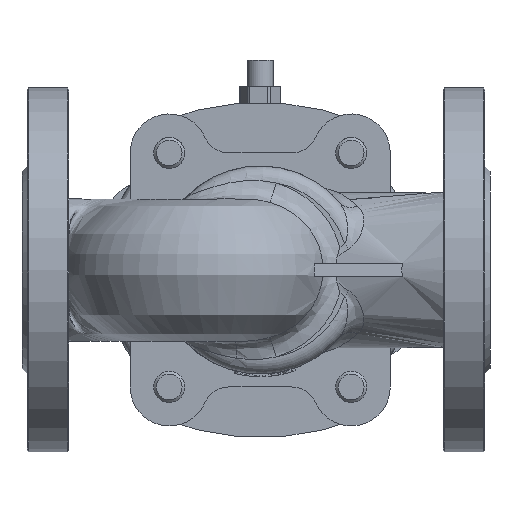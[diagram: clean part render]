
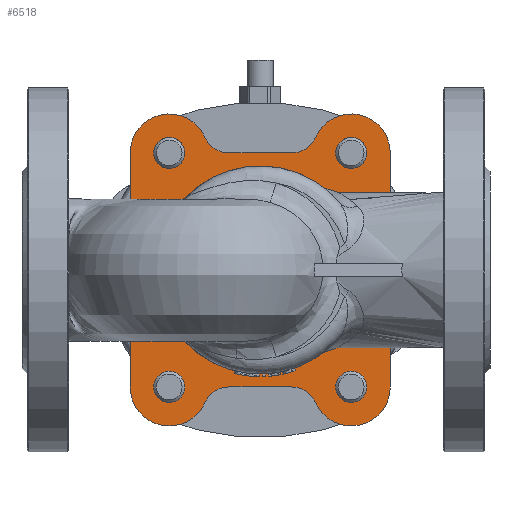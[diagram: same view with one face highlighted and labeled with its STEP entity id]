
A CAD part, front view. The second image highlights one B-rep face of the part: STEP entity #6518.
In plain terms, the highlighted planar face has unit normal (0, -1, 0).
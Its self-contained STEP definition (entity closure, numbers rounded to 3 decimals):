
#366=FACE_BOUND('',#1010,.T.);
#367=FACE_BOUND('',#1011,.T.);
#368=FACE_BOUND('',#1012,.T.);
#369=FACE_BOUND('',#1013,.T.);
#370=FACE_BOUND('',#1014,.T.);
#456=B_SPLINE_CURVE_WITH_KNOTS('',3,(#9779,#9780,#9781,#9782,#9783,#9784,
#9785,#9786,#9787,#9788,#9789,#9790,#9791,#9792,#9793,#9794),
 .UNSPECIFIED.,.F.,.F.,(4,2,2,2,2,2,2,4),(-1.229,-1.127,
-0.848,-0.709,-0.608,-0.506,
-0.357,0.),.UNSPECIFIED.);
#629=FACE_OUTER_BOUND('',#1009,.T.);
#1009=EDGE_LOOP('',(#4185,#4186,#4187,#4188,#4189,#4190,#4191,#4192,#4193,
#4194,#4195,#4196));
#1010=EDGE_LOOP('',(#4197,#4198));
#1011=EDGE_LOOP('',(#4199));
#1012=EDGE_LOOP('',(#4200));
#1013=EDGE_LOOP('',(#4201));
#1014=EDGE_LOOP('',(#4202));
#1479=LINE('',#9757,#1827);
#1480=LINE('',#9763,#1828);
#1481=LINE('',#9769,#1829);
#1482=LINE('',#9775,#1830);
#1827=VECTOR('',#7844,10.);
#1828=VECTOR('',#7849,10.);
#1829=VECTOR('',#7854,10.);
#1830=VECTOR('',#7859,10.);
#2175=CIRCLE('',#7056,10.);
#2176=CIRCLE('',#7057,10.);
#2177=CIRCLE('',#7058,15.);
#2178=CIRCLE('',#7059,15.);
#2179=CIRCLE('',#7060,10.);
#2180=CIRCLE('',#7061,10.);
#2181=CIRCLE('',#7062,15.);
#2182=CIRCLE('',#7063,15.);
#2183=CIRCLE('',#7064,40.);
#2184=CIRCLE('',#7065,6.);
#2185=CIRCLE('',#7066,6.);
#2186=CIRCLE('',#7067,6.);
#2187=CIRCLE('',#7068,6.);
#2577=VERTEX_POINT('',#9753);
#2578=VERTEX_POINT('',#9754);
#2579=VERTEX_POINT('',#9756);
#2580=VERTEX_POINT('',#9758);
#2581=VERTEX_POINT('',#9760);
#2582=VERTEX_POINT('',#9762);
#2583=VERTEX_POINT('',#9764);
#2584=VERTEX_POINT('',#9766);
#2585=VERTEX_POINT('',#9768);
#2586=VERTEX_POINT('',#9770);
#2587=VERTEX_POINT('',#9772);
#2588=VERTEX_POINT('',#9774);
#2589=VERTEX_POINT('',#9777);
#2590=VERTEX_POINT('',#9778);
#2591=VERTEX_POINT('',#9796);
#2592=VERTEX_POINT('',#9798);
#2593=VERTEX_POINT('',#9800);
#2594=VERTEX_POINT('',#9802);
#3208=EDGE_CURVE('',#2577,#2578,#2175,.T.);
#3209=EDGE_CURVE('',#2579,#2577,#1479,.T.);
#3210=EDGE_CURVE('',#2580,#2579,#2176,.T.);
#3211=EDGE_CURVE('',#2581,#2580,#2177,.T.);
#3212=EDGE_CURVE('',#2582,#2581,#1480,.T.);
#3213=EDGE_CURVE('',#2583,#2582,#2178,.T.);
#3214=EDGE_CURVE('',#2584,#2583,#2179,.T.);
#3215=EDGE_CURVE('',#2585,#2584,#1481,.T.);
#3216=EDGE_CURVE('',#2586,#2585,#2180,.T.);
#3217=EDGE_CURVE('',#2587,#2586,#2181,.T.);
#3218=EDGE_CURVE('',#2588,#2587,#1482,.T.);
#3219=EDGE_CURVE('',#2578,#2588,#2182,.T.);
#3220=EDGE_CURVE('',#2589,#2590,#456,.T.);
#3221=EDGE_CURVE('',#2589,#2590,#2183,.T.);
#3222=EDGE_CURVE('',#2591,#2591,#2184,.T.);
#3223=EDGE_CURVE('',#2592,#2592,#2185,.T.);
#3224=EDGE_CURVE('',#2593,#2593,#2186,.T.);
#3225=EDGE_CURVE('',#2594,#2594,#2187,.T.);
#4185=ORIENTED_EDGE('',*,*,#3208,.F.);
#4186=ORIENTED_EDGE('',*,*,#3209,.F.);
#4187=ORIENTED_EDGE('',*,*,#3210,.F.);
#4188=ORIENTED_EDGE('',*,*,#3211,.F.);
#4189=ORIENTED_EDGE('',*,*,#3212,.F.);
#4190=ORIENTED_EDGE('',*,*,#3213,.F.);
#4191=ORIENTED_EDGE('',*,*,#3214,.F.);
#4192=ORIENTED_EDGE('',*,*,#3215,.F.);
#4193=ORIENTED_EDGE('',*,*,#3216,.F.);
#4194=ORIENTED_EDGE('',*,*,#3217,.F.);
#4195=ORIENTED_EDGE('',*,*,#3218,.F.);
#4196=ORIENTED_EDGE('',*,*,#3219,.F.);
#4197=ORIENTED_EDGE('',*,*,#3220,.F.);
#4198=ORIENTED_EDGE('',*,*,#3221,.T.);
#4199=ORIENTED_EDGE('',*,*,#3222,.F.);
#4200=ORIENTED_EDGE('',*,*,#3223,.F.);
#4201=ORIENTED_EDGE('',*,*,#3224,.F.);
#4202=ORIENTED_EDGE('',*,*,#3225,.F.);
#6139=PLANE('',#7055);
#6518=ADVANCED_FACE('',(#629,#366,#367,#368,#369,#370),#6139,.F.);
#7055=AXIS2_PLACEMENT_3D('',#9752,#7840,#7841);
#7056=AXIS2_PLACEMENT_3D('',#9755,#7842,#7843);
#7057=AXIS2_PLACEMENT_3D('',#9759,#7845,#7846);
#7058=AXIS2_PLACEMENT_3D('',#9761,#7847,#7848);
#7059=AXIS2_PLACEMENT_3D('',#9765,#7850,#7851);
#7060=AXIS2_PLACEMENT_3D('',#9767,#7852,#7853);
#7061=AXIS2_PLACEMENT_3D('',#9771,#7855,#7856);
#7062=AXIS2_PLACEMENT_3D('',#9773,#7857,#7858);
#7063=AXIS2_PLACEMENT_3D('',#9776,#7860,#7861);
#7064=AXIS2_PLACEMENT_3D('',#9795,#7862,#7863);
#7065=AXIS2_PLACEMENT_3D('',#9797,#7864,#7865);
#7066=AXIS2_PLACEMENT_3D('',#9799,#7866,#7867);
#7067=AXIS2_PLACEMENT_3D('',#9801,#7868,#7869);
#7068=AXIS2_PLACEMENT_3D('',#9803,#7870,#7871);
#7840=DIRECTION('center_axis',(0.,1.,0.));
#7841=DIRECTION('ref_axis',(0.,0.,1.));
#7842=DIRECTION('center_axis',(0.,-1.,0.));
#7843=DIRECTION('ref_axis',(0.548,0.,-0.837));
#7844=DIRECTION('',(1.,0.,0.));
#7845=DIRECTION('center_axis',(0.,-1.,0.));
#7846=DIRECTION('ref_axis',(-0.548,0.,-0.837));
#7847=DIRECTION('center_axis',(0.,1.,0.));
#7848=DIRECTION('ref_axis',(1.,0.,0.));
#7849=DIRECTION('',(0.,0.,1.));
#7850=DIRECTION('center_axis',(0.,1.,0.));
#7851=DIRECTION('ref_axis',(1.,0.,0.));
#7852=DIRECTION('center_axis',(0.,-1.,0.));
#7853=DIRECTION('ref_axis',(-0.548,0.,0.837));
#7854=DIRECTION('',(-1.,0.,0.));
#7855=DIRECTION('center_axis',(0.,-1.,0.));
#7856=DIRECTION('ref_axis',(0.548,0.,0.837));
#7857=DIRECTION('center_axis',(0.,1.,0.));
#7858=DIRECTION('ref_axis',(1.,0.,0.));
#7859=DIRECTION('',(0.,0.,-1.));
#7860=DIRECTION('center_axis',(0.,1.,0.));
#7861=DIRECTION('ref_axis',(1.,0.,0.));
#7862=DIRECTION('center_axis',(0.,1.,0.));
#7863=DIRECTION('ref_axis',(0.,0.,1.));
#7864=DIRECTION('center_axis',(0.,-1.,0.));
#7865=DIRECTION('ref_axis',(-1.,0.,0.));
#7866=DIRECTION('center_axis',(0.,-1.,0.));
#7867=DIRECTION('ref_axis',(-1.,0.,0.));
#7868=DIRECTION('center_axis',(0.,-1.,0.));
#7869=DIRECTION('ref_axis',(-1.,0.,0.));
#7870=DIRECTION('center_axis',(0.,-1.,0.));
#7871=DIRECTION('ref_axis',(-1.,0.,0.));
#9752=CARTESIAN_POINT('Origin',(88.366,42.,0.));
#9753=CARTESIAN_POINT('',(100.453,42.,45.));
#9754=CARTESIAN_POINT('',(109.618,42.,51.));
#9755=CARTESIAN_POINT('Origin',(100.453,42.,55.));
#9756=CARTESIAN_POINT('',(76.279,42.,45.));
#9757=CARTESIAN_POINT('',(38.366,42.,45.));
#9758=CARTESIAN_POINT('',(67.114,42.,51.));
#9759=CARTESIAN_POINT('Origin',(76.279,42.,55.));
#9760=CARTESIAN_POINT('',(38.366,42.,45.));
#9761=CARTESIAN_POINT('Origin',(53.366,42.,45.));
#9762=CARTESIAN_POINT('',(38.366,42.,-45.));
#9763=CARTESIAN_POINT('',(38.366,42.,-45.));
#9764=CARTESIAN_POINT('',(67.114,42.,-51.));
#9765=CARTESIAN_POINT('Origin',(53.366,42.,-45.));
#9766=CARTESIAN_POINT('',(76.279,42.,-45.));
#9767=CARTESIAN_POINT('Origin',(76.279,42.,-55.));
#9768=CARTESIAN_POINT('',(100.453,42.,-45.));
#9769=CARTESIAN_POINT('',(138.366,42.,-45.));
#9770=CARTESIAN_POINT('',(109.618,42.,-51.));
#9771=CARTESIAN_POINT('Origin',(100.453,42.,-55.));
#9772=CARTESIAN_POINT('',(138.366,42.,-45.));
#9773=CARTESIAN_POINT('Origin',(123.366,42.,-45.));
#9774=CARTESIAN_POINT('',(138.366,42.,45.));
#9775=CARTESIAN_POINT('',(138.366,42.,45.));
#9776=CARTESIAN_POINT('Origin',(123.366,42.,45.));
#9777=CARTESIAN_POINT('',(48.838,42.,6.122));
#9778=CARTESIAN_POINT('',(48.837,42.,-6.121));
#9779=CARTESIAN_POINT('Ctrl Pts',(48.838,42.,6.122));
#9780=CARTESIAN_POINT('Ctrl Pts',(48.786,42.,5.786));
#9781=CARTESIAN_POINT('Ctrl Pts',(48.737,42.,5.451));
#9782=CARTESIAN_POINT('Ctrl Pts',(48.569,42.,4.191));
#9783=CARTESIAN_POINT('Ctrl Pts',(48.476,42.,3.273));
#9784=CARTESIAN_POINT('Ctrl Pts',(48.388,42.,1.876));
#9785=CARTESIAN_POINT('Ctrl Pts',(48.367,42.,1.411));
#9786=CARTESIAN_POINT('Ctrl Pts',(48.346,42.,0.609));
#9787=CARTESIAN_POINT('Ctrl Pts',(48.342,42.,0.273));
#9788=CARTESIAN_POINT('Ctrl Pts',(48.343,42.,-0.406));
#9789=CARTESIAN_POINT('Ctrl Pts',(48.349,42.,-0.749));
#9790=CARTESIAN_POINT('Ctrl Pts',(48.374,42.,-1.591));
#9791=CARTESIAN_POINT('Ctrl Pts',(48.399,42.,-2.089));
#9792=CARTESIAN_POINT('Ctrl Pts',(48.517,42.,-3.777));
#9793=CARTESIAN_POINT('Ctrl Pts',(48.655,42.,-4.947));
#9794=CARTESIAN_POINT('Ctrl Pts',(48.837,42.,-6.121));
#9795=CARTESIAN_POINT('Origin',(88.366,42.,0.));
#9796=CARTESIAN_POINT('',(59.366,42.,45.));
#9797=CARTESIAN_POINT('Origin',(53.366,42.,45.));
#9798=CARTESIAN_POINT('',(129.366,42.,45.));
#9799=CARTESIAN_POINT('Origin',(123.366,42.,45.));
#9800=CARTESIAN_POINT('',(59.366,42.,-45.));
#9801=CARTESIAN_POINT('Origin',(53.366,42.,-45.));
#9802=CARTESIAN_POINT('',(129.366,42.,-45.));
#9803=CARTESIAN_POINT('Origin',(123.366,42.,-45.));
